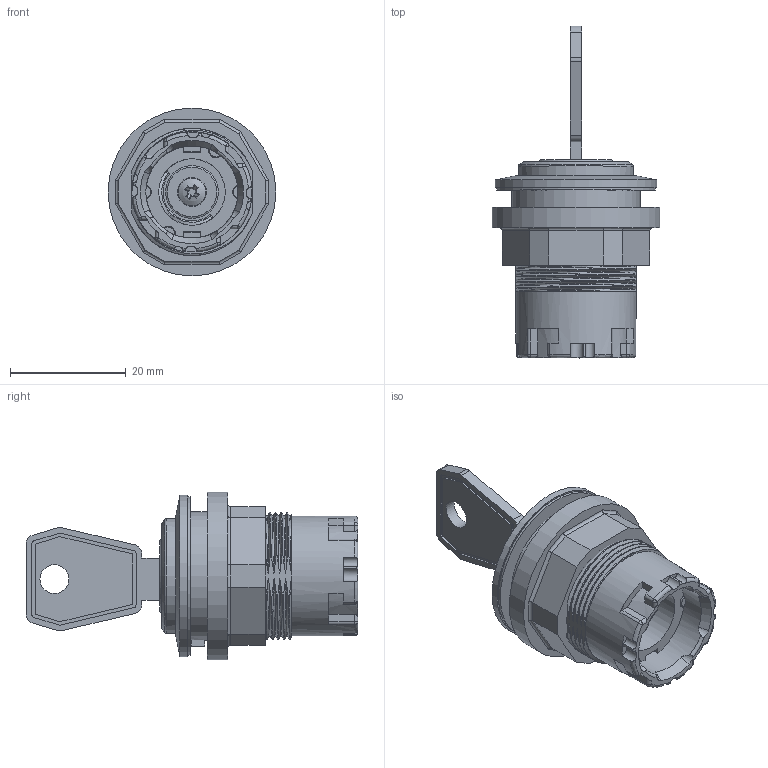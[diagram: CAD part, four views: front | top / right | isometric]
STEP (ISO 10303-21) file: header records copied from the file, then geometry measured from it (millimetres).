
FILE_DESCRIPTION(/* description */ (''),/* implementation_level */ '2;1');
FILE_NAME(/* name */ 'JRVASSA12E_vereinfacht.stp',/* time_stamp */ '2024-06-26T09:08:05+02:00',/* author */ ('Sz'),/* organization */ (''),/* preprocessor_version */ 'ST-DEVELOPER v19.2',/* originating_system */ 'Autodesk Inventor 2023',/* authorisation */ '');
FILE_SCHEMA (('AUTOMOTIVE_DESIGN { 1 0 10303 214 3 1 1 }'));
Length unit declared in the file: centimetre
Products named in the file (1): Bauteil291
Bounding box: 29 x 57.35 x 29 mm (x, y, z)
Volume: 15444 mm3; surface area: 13333 mm2
Topology: 5 solids, 9 shells, 553 faces, 1496 edges, 992 vertices
Faces by surface type: plane 236, cylinder 156, bspline 75, cone 39, torus 36, sphere 11
Full cylindrical faces by diameter (mm): 1.2 x4, 5 x1, 8.6 x1, 9 x1, 11.5 x1, 12.9 x1, 13.05 x1, 13.7 x1, 15.6 x1, 15.95 x1, 16 x1, 18.2 x1, 18.4 x1, 19.85 x1, 20.05 x1, 20.65 x2, 20.75 x1, 20.917 x1, 22 x1, 22.2 x1, 22.5 x1, 25.3 x1, 27.3 x2, 27.4 x1, 27.9 x1, 29 x1
Entity records: 30998 total; most frequent: CARTESIAN_POINT 16935, ORIENTED_EDGE 2988, DIRECTION 2529, EDGE_CURVE 1494, VERTEX_POINT 994, AXIS2_PLACEMENT_3D 939, LINE 651, VECTOR 651
